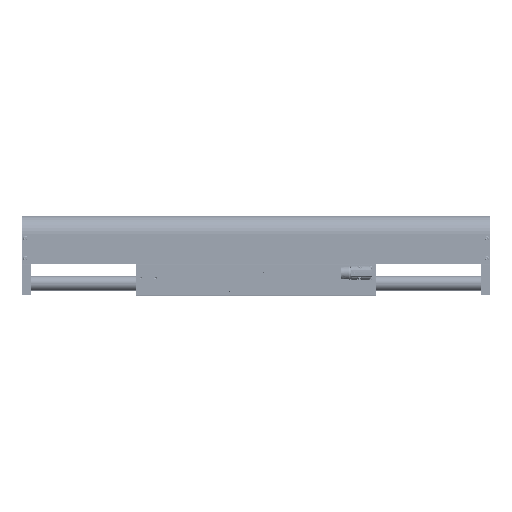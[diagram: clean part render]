
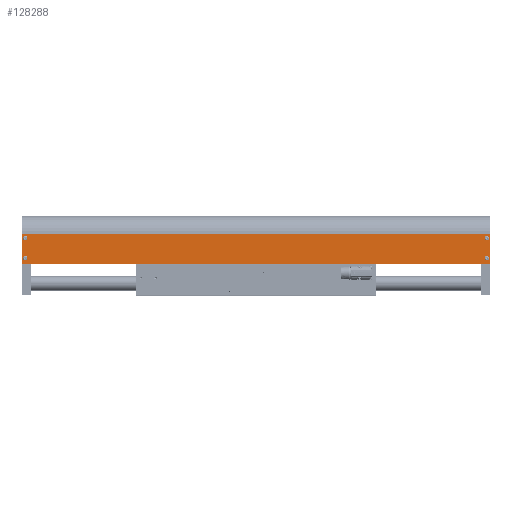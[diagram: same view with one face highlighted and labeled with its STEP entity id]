
A CAD part, top view. The second image highlights one B-rep face of the part: STEP entity #128288.
In plain terms, the highlighted face is planar.
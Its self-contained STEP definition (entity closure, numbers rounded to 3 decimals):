
#3664 = FACE_BOUND ( 'NONE', #104334, .T. ) ;
#8406 = DIRECTION ( 'NONE',  ( 0., 0., 1. ) ) ;
#17091 = CARTESIAN_POINT ( 'NONE',  ( -32., -7., 5. ) ) ;
#21019 = EDGE_LOOP ( 'NONE', ( #75847 ) ) ;
#27891 = LINE ( 'NONE', #101725, #152362 ) ;
#31293 = VECTOR ( 'NONE', #101021, 1000. ) ;
#33822 = CARTESIAN_POINT ( 'NONE',  ( -32., -7., 7.4 ) ) ;
#36861 = CIRCLE ( 'NONE', #138936, 2.4 ) ;
#37054 = ORIENTED_EDGE ( 'NONE', *, *, #143415, .F. ) ;
#39958 = DIRECTION ( 'NONE',  ( 0., 0., -1. ) ) ;
#41483 = CARTESIAN_POINT ( 'NONE',  ( -32., -7., 812. ) ) ;
#43541 = VERTEX_POINT ( 'NONE', #58199 ) ;
#47420 = FACE_BOUND ( 'NONE', #21019, .T. ) ;
#50470 = ORIENTED_EDGE ( 'NONE', *, *, #160068, .F. ) ;
#52502 = DIRECTION ( 'NONE',  ( -1., 0., 0. ) ) ;
#54567 = CIRCLE ( 'NONE', #112909, 2.4 ) ;
#58199 = CARTESIAN_POINT ( 'NONE',  ( -32., -42., 814.4 ) ) ;
#60037 = CARTESIAN_POINT ( 'NONE',  ( -32., 0., 817. ) ) ;
#60899 = DIRECTION ( 'NONE',  ( -1., 0., 0. ) ) ;
#62190 = CARTESIAN_POINT ( 'NONE',  ( -32., -51.5, 817. ) ) ;
#62715 = CARTESIAN_POINT ( 'NONE',  ( -32., -42., 7.4 ) ) ;
#70962 = VECTOR ( 'NONE', #93062, 1000. ) ;
#75847 = ORIENTED_EDGE ( 'NONE', *, *, #108199, .F. ) ;
#81468 = VERTEX_POINT ( 'NONE', #106149 ) ;
#87365 = LINE ( 'NONE', #60037, #31293 ) ;
#88639 = EDGE_LOOP ( 'NONE', ( #131085 ) ) ;
#90267 = PLANE ( 'NONE',  #112498 ) ;
#93062 = DIRECTION ( 'NONE',  ( 0., -1., 0. ) ) ;
#95588 = LINE ( 'NONE', #124863, #147742 ) ;
#95857 = CARTESIAN_POINT ( 'NONE',  ( -32., -42., 812. ) ) ;
#96485 = ORIENTED_EDGE ( 'NONE', *, *, #162431, .T. ) ;
#97162 = DIRECTION ( 'NONE',  ( 0., 0., 1. ) ) ;
#97670 = VERTEX_POINT ( 'NONE', #116542 ) ;
#101021 = DIRECTION ( 'NONE',  ( 0., -1., 0. ) ) ;
#101725 = CARTESIAN_POINT ( 'NONE',  ( -32., -51.5, 817. ) ) ;
#103246 = VERTEX_POINT ( 'NONE', #33822 ) ;
#103901 = CARTESIAN_POINT ( 'NONE',  ( -32., -42., 5. ) ) ;
#104334 = EDGE_LOOP ( 'NONE', ( #37054 ) ) ;
#106149 = CARTESIAN_POINT ( 'NONE',  ( -32., -7., 814.4 ) ) ;
#107650 = EDGE_CURVE ( 'NONE', #97670, #125135, #95588, .T. ) ;
#107786 = EDGE_CURVE ( 'NONE', #97670, #168731, #87365, .T. ) ;
#108199 = EDGE_CURVE ( 'NONE', #43541, #43541, #36861, .T. ) ;
#108759 = ORIENTED_EDGE ( 'NONE', *, *, #107786, .F. ) ;
#112498 = AXIS2_PLACEMENT_3D ( 'NONE', #155990, #144137, #114980 ) ;
#112909 = AXIS2_PLACEMENT_3D ( 'NONE', #17091, #60899, #155728 ) ;
#114980 = DIRECTION ( 'NONE',  ( 0., 1., 0. ) ) ;
#115099 = CARTESIAN_POINT ( 'NONE',  ( -32., -51.5, 0. ) ) ;
#116542 = CARTESIAN_POINT ( 'NONE',  ( -32., 0., 817. ) ) ;
#121201 = CIRCLE ( 'NONE', #179415, 2.4 ) ;
#122987 = DIRECTION ( 'NONE',  ( 0., 0., 1. ) ) ;
#123160 = ORIENTED_EDGE ( 'NONE', *, *, #107650, .T. ) ;
#124863 = CARTESIAN_POINT ( 'NONE',  ( -32., 0., 817. ) ) ;
#125135 = VERTEX_POINT ( 'NONE', #132264 ) ;
#125936 = AXIS2_PLACEMENT_3D ( 'NONE', #103901, #145873, #122987 ) ;
#128288 = ADVANCED_FACE ( 'NONE', ( #172430, #47420, #170622, #171539, #3664 ), #90267, .F. ) ;
#131085 = ORIENTED_EDGE ( 'NONE', *, *, #135348, .F. ) ;
#132264 = CARTESIAN_POINT ( 'NONE',  ( -32., 0., 0. ) ) ;
#133435 = DIRECTION ( 'NONE',  ( -1., 0., 0. ) ) ;
#134205 = LINE ( 'NONE', #162451, #70962 ) ;
#135348 = EDGE_CURVE ( 'NONE', #81468, #81468, #121201, .T. ) ;
#136012 = EDGE_LOOP ( 'NONE', ( #50470 ) ) ;
#138936 = AXIS2_PLACEMENT_3D ( 'NONE', #95857, #133435, #8406 ) ;
#140085 = EDGE_CURVE ( 'NONE', #157650, #168731, #27891, .T. ) ;
#143415 = EDGE_CURVE ( 'NONE', #103246, #103246, #54567, .T. ) ;
#143715 = DIRECTION ( 'NONE',  ( 0., 0., 1. ) ) ;
#144137 = DIRECTION ( 'NONE',  ( 1., 0., 0. ) ) ;
#145873 = DIRECTION ( 'NONE',  ( -1., 0., 0. ) ) ;
#147742 = VECTOR ( 'NONE', #39958, 1000. ) ;
#148375 = VERTEX_POINT ( 'NONE', #62715 ) ;
#152362 = VECTOR ( 'NONE', #143715, 1000. ) ;
#154908 = CIRCLE ( 'NONE', #125936, 2.4 ) ;
#155728 = DIRECTION ( 'NONE',  ( 0., 0., 1. ) ) ;
#155990 = CARTESIAN_POINT ( 'NONE',  ( -32., 0., 817. ) ) ;
#156449 = ORIENTED_EDGE ( 'NONE', *, *, #140085, .T. ) ;
#157650 = VERTEX_POINT ( 'NONE', #115099 ) ;
#160068 = EDGE_CURVE ( 'NONE', #148375, #148375, #154908, .T. ) ;
#162431 = EDGE_CURVE ( 'NONE', #125135, #157650, #134205, .T. ) ;
#162451 = CARTESIAN_POINT ( 'NONE',  ( -32., 0., 0. ) ) ;
#168731 = VERTEX_POINT ( 'NONE', #62190 ) ;
#170622 = FACE_BOUND ( 'NONE', #88639, .T. ) ;
#171539 = FACE_BOUND ( 'NONE', #136012, .T. ) ;
#172430 = FACE_OUTER_BOUND ( 'NONE', #177702, .T. ) ;
#177702 = EDGE_LOOP ( 'NONE', ( #96485, #156449, #108759, #123160 ) ) ;
#179415 = AXIS2_PLACEMENT_3D ( 'NONE', #41483, #52502, #97162 ) ;
